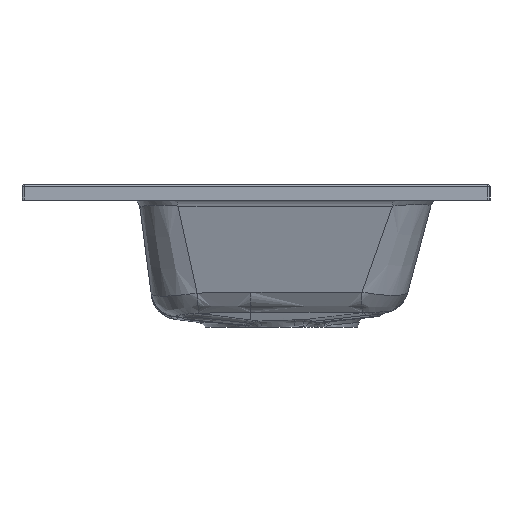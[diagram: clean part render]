
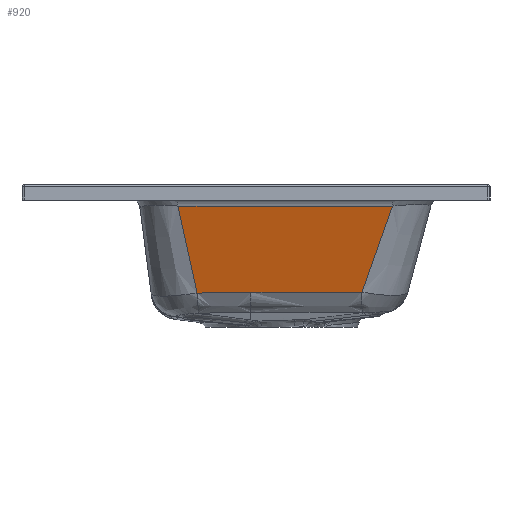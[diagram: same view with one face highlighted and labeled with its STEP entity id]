
A CAD part, left-side view. The second image highlights one B-rep face of the part: STEP entity #920.
In plain terms, the highlighted planar face has unit normal (-0.966, 0, -0.259).
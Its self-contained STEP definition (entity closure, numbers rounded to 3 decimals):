
#535=FACE_OUTER_BOUND('',#2073,.T.);
#920=ADVANCED_FACE('',(#535),#1281,.F.);
#1281=PLANE('',#6161);
#1419=B_SPLINE_CURVE_WITH_KNOTS('',3,(#31546,#31547,#31548,#31549),
 .UNSPECIFIED.,.F.,.F.,(4,4),(0.,1.),.UNSPECIFIED.);
#1421=B_SPLINE_CURVE_WITH_KNOTS('',3,(#31615,#31616,#31617,#31618),
 .UNSPECIFIED.,.F.,.F.,(4,4),(0.,1.),.UNSPECIFIED.);
#1423=B_SPLINE_CURVE_WITH_KNOTS('',3,(#31684,#31685,#31686,#31687,#31688,
#31689,#31690,#31691),.UNSPECIFIED.,.F.,.F.,(4,2,2,4),(0.,0.5,0.75,1.),
 .UNSPECIFIED.);
#1424=B_SPLINE_CURVE_WITH_KNOTS('',3,(#31693,#31694,#31695,#31696,#31697,
#31698,#31699,#31700),.UNSPECIFIED.,.F.,.F.,(4,2,2,4),(0.,0.25,0.5,1.),
 .UNSPECIFIED.);
#1842=LINE('',#8118,#1916);
#1916=VECTOR('',#6676,1.);
#2073=EDGE_LOOP('',(#2746,#2747,#2748,#2749,#2750));
#2746=ORIENTED_EDGE('',*,*,#5047,.F.);
#2747=ORIENTED_EDGE('',*,*,#4942,.T.);
#2748=ORIENTED_EDGE('',*,*,#5049,.F.);
#2749=ORIENTED_EDGE('',*,*,#5051,.F.);
#2750=ORIENTED_EDGE('',*,*,#5052,.F.);
#4385=VERTEX_POINT('',#8062);
#4386=VERTEX_POINT('',#8119);
#4458=VERTEX_POINT('',#31550);
#4459=VERTEX_POINT('',#31619);
#4460=VERTEX_POINT('',#31692);
#4942=EDGE_CURVE('',#4386,#4385,#1842,.T.);
#5047=EDGE_CURVE('',#4386,#4458,#1419,.T.);
#5049=EDGE_CURVE('',#4459,#4385,#1421,.T.);
#5051=EDGE_CURVE('',#4460,#4459,#1423,.T.);
#5052=EDGE_CURVE('',#4458,#4460,#1424,.T.);
#6161=AXIS2_PLACEMENT_3D('',#31701,#6721,#6722);
#6676=DIRECTION('',(0.,1.,0.));
#6721=DIRECTION('',(0.966,0.,0.259));
#6722=DIRECTION('',(-0.259,0.,0.966));
#8062=CARTESIAN_POINT('',(-244.325,71.7,104.106));
#8118=CARTESIAN_POINT('',(-244.325,-170.,104.106));
#8119=CARTESIAN_POINT('',(-244.325,-139.038,104.106));
#31546=CARTESIAN_POINT('',(-244.325,-139.038,104.106));
#31547=CARTESIAN_POINT('',(-236.773,-129.025,75.921));
#31548=CARTESIAN_POINT('',(-229.221,-119.013,47.736));
#31549=CARTESIAN_POINT('',(-221.668,-109.,19.551));
#31550=CARTESIAN_POINT('',(-221.668,-109.,19.551));
#31615=CARTESIAN_POINT('',(-221.406,52.776,18.571));
#31616=CARTESIAN_POINT('',(-229.045,59.084,47.083));
#31617=CARTESIAN_POINT('',(-236.685,65.392,75.594));
#31618=CARTESIAN_POINT('',(-244.325,71.7,104.106));
#31619=CARTESIAN_POINT('',(-221.406,52.776,18.571));
#31684=CARTESIAN_POINT('',(-221.608,0.,19.326));
#31685=CARTESIAN_POINT('',(-221.608,8.798,19.325));
#31686=CARTESIAN_POINT('',(-221.581,17.594,19.225));
#31687=CARTESIAN_POINT('',(-221.54,30.789,19.071));
#31688=CARTESIAN_POINT('',(-221.525,35.187,19.016));
#31689=CARTESIAN_POINT('',(-221.485,43.983,18.865));
#31690=CARTESIAN_POINT('',(-221.462,48.38,18.783));
#31691=CARTESIAN_POINT('',(-221.406,52.776,18.571));
#31692=CARTESIAN_POINT('',(-221.608,0.,19.326));
#31693=CARTESIAN_POINT('',(-221.668,-109.,19.551));
#31694=CARTESIAN_POINT('',(-221.644,-99.917,19.462));
#31695=CARTESIAN_POINT('',(-221.645,-90.833,19.466));
#31696=CARTESIAN_POINT('',(-221.634,-72.667,19.421));
#31697=CARTESIAN_POINT('',(-221.628,-63.583,19.4));
#31698=CARTESIAN_POINT('',(-221.613,-36.333,19.346));
#31699=CARTESIAN_POINT('',(-221.608,-18.167,19.326));
#31700=CARTESIAN_POINT('',(-221.608,0.,19.326));
#31701=CARTESIAN_POINT('',(-249.091,-170.,121.894));
